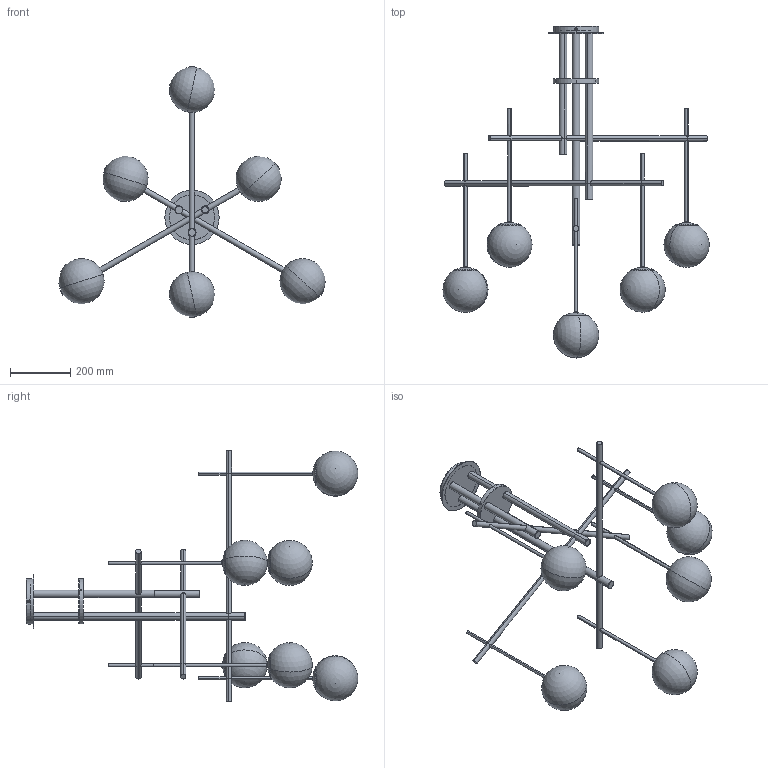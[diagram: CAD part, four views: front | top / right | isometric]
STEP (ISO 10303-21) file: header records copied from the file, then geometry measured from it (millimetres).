
FILE_DESCRIPTION (( 'STEP AP203' ), '1' );
FILE_NAME ('GB 25 00028._exported.step', '2025-02-09T07:56:43', ( '' ), ( '' ), 'SwSTEP 2.0', 'SolidWorks 2023', '' );
FILE_SCHEMA (( 'CONFIG_CONTROL_DESIGN' ));
Length unit declared in the file: millimetre
Products named in the file (1): GB 25 00028._exported
Bounding box: 882.02 x 1099.77 x 830 mm (x, y, z)
Surface area: 920703.5 mm2 (no closed solid volume)
Topology: 0 solids, 46 shells, 176 faces, 564 edges, 413 vertices
Faces by surface type: cylinder 68, sphere 40, plane 34, torus 30, cone 4
Entity records: 9189 total; most frequent: CARTESIAN_POINT 4230, DIRECTION 1124, ORIENTED_EDGE 813, EDGE_CURVE 534, AXIS2_PLACEMENT_3D 507, VERTEX_POINT 395, CIRCLE 330, EDGE_LOOP 232
